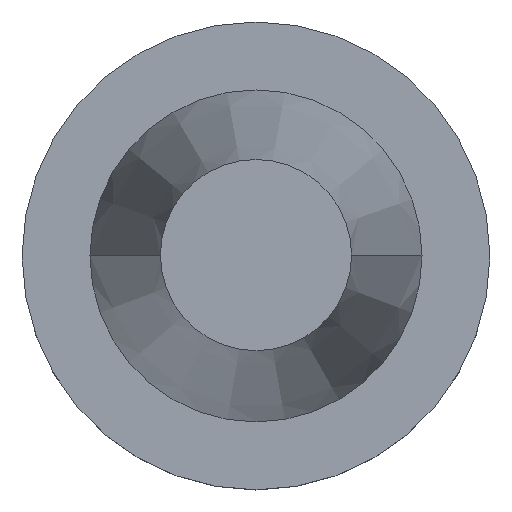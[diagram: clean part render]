
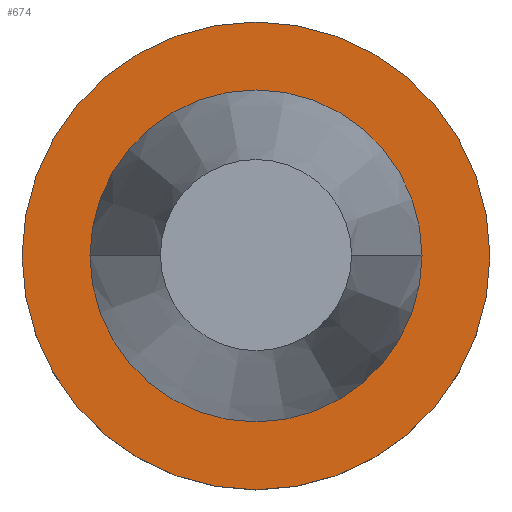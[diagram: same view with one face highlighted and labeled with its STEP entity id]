
A CAD part, top view. The second image highlights one B-rep face of the part: STEP entity #674.
In plain terms, the highlighted planar face has unit normal (0, 0, 1).
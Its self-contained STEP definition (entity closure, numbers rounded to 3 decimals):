
#12 = AXIS2_PLACEMENT_3D ( 'NONE', #423, #92, #754 ) ;
#40 = EDGE_LOOP ( 'NONE', ( #595, #639 ) ) ;
#46 = EDGE_CURVE ( 'NONE', #779, #536, #696, .T. ) ;
#56 = ORIENTED_EDGE ( 'NONE', *, *, #291, .T. ) ;
#71 = CARTESIAN_POINT ( 'NONE',  ( -49.215, 0., -1.5 ) ) ;
#81 = AXIS2_PLACEMENT_3D ( 'NONE', #801, #485, #88 ) ;
#88 = DIRECTION ( 'NONE',  ( 1., 0., 0. ) ) ;
#92 = DIRECTION ( 'NONE',  ( 0., 0., 1. ) ) ;
#97 = CIRCLE ( 'NONE', #12, 49.215 ) ;
#126 = PLANE ( 'NONE',  #288 ) ;
#170 = DIRECTION ( 'NONE',  ( 0., 0., 1. ) ) ;
#176 = CIRCLE ( 'NONE', #302, 49.215 ) ;
#241 = EDGE_CURVE ( 'NONE', #536, #779, #543, .T. ) ;
#288 = AXIS2_PLACEMENT_3D ( 'NONE', #518, #392, #332 ) ;
#291 = EDGE_CURVE ( 'NONE', #711, #293, #97, .T. ) ;
#293 = VERTEX_POINT ( 'NONE', #358 ) ;
#302 = AXIS2_PLACEMENT_3D ( 'NONE', #393, #769, #781 ) ;
#305 = AXIS2_PLACEMENT_3D ( 'NONE', #572, #170, #633 ) ;
#332 = DIRECTION ( 'NONE',  ( -1., 0., 0. ) ) ;
#343 = ORIENTED_EDGE ( 'NONE', *, *, #372, .T. ) ;
#358 = CARTESIAN_POINT ( 'NONE',  ( 49.215, 0., -1.5 ) ) ;
#372 = EDGE_CURVE ( 'NONE', #293, #711, #176, .T. ) ;
#385 = FACE_OUTER_BOUND ( 'NONE', #659, .T. ) ;
#392 = DIRECTION ( 'NONE',  ( 0., 0., -1. ) ) ;
#393 = CARTESIAN_POINT ( 'NONE',  ( 0., 0., -1.5 ) ) ;
#423 = CARTESIAN_POINT ( 'NONE',  ( 0., 0., -1.5 ) ) ;
#485 = DIRECTION ( 'NONE',  ( 0., 0., 1. ) ) ;
#518 = CARTESIAN_POINT ( 'NONE',  ( 0., 49.215, -1.5 ) ) ;
#536 = VERTEX_POINT ( 'NONE', #592 ) ;
#543 = CIRCLE ( 'NONE', #305, 34.925 ) ;
#572 = CARTESIAN_POINT ( 'NONE',  ( 0., 0., -1.5 ) ) ;
#592 = CARTESIAN_POINT ( 'NONE',  ( 34.925, 0., -1.5 ) ) ;
#595 = ORIENTED_EDGE ( 'NONE', *, *, #241, .F. ) ;
#601 = CARTESIAN_POINT ( 'NONE',  ( -34.925, 0., -1.5 ) ) ;
#633 = DIRECTION ( 'NONE',  ( 1., 0., 0. ) ) ;
#639 = ORIENTED_EDGE ( 'NONE', *, *, #46, .F. ) ;
#657 = FACE_BOUND ( 'NONE', #40, .T. ) ;
#659 = EDGE_LOOP ( 'NONE', ( #343, #56 ) ) ;
#674 = ADVANCED_FACE ( 'NONE', ( #657, #385 ), #126, .F. ) ;
#696 = CIRCLE ( 'NONE', #81, 34.925 ) ;
#711 = VERTEX_POINT ( 'NONE', #71 ) ;
#754 = DIRECTION ( 'NONE',  ( 1., 0., 0. ) ) ;
#769 = DIRECTION ( 'NONE',  ( 0., 0., 1. ) ) ;
#779 = VERTEX_POINT ( 'NONE', #601 ) ;
#781 = DIRECTION ( 'NONE',  ( 1., 0., 0. ) ) ;
#801 = CARTESIAN_POINT ( 'NONE',  ( 0., 0., -1.5 ) ) ;
